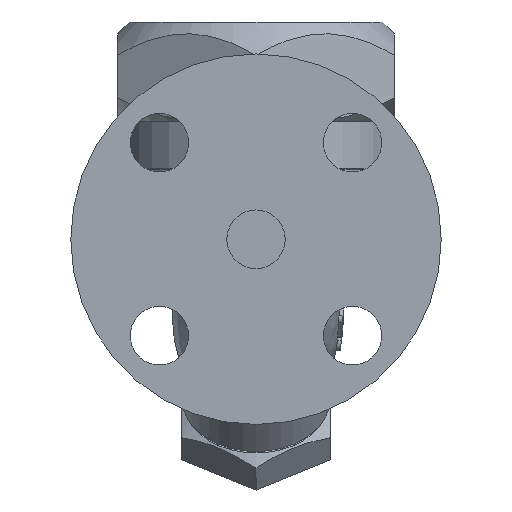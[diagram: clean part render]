
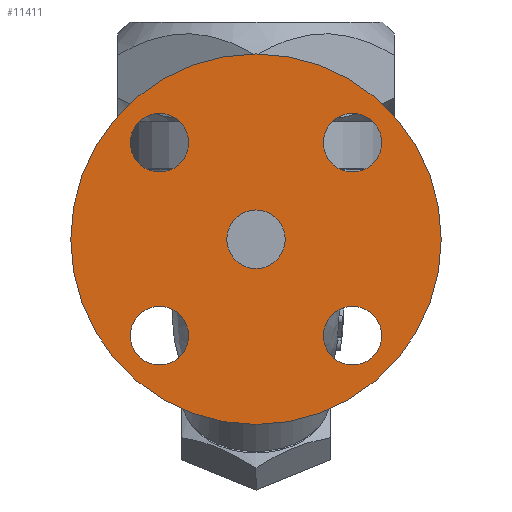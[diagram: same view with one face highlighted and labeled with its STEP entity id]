
A CAD part, left-side view. The second image highlights one B-rep face of the part: STEP entity #11411.
In plain terms, the highlighted planar face has unit normal (-1, 0, 0).
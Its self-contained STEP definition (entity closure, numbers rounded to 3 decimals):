
#105=CARTESIAN_POINT('',(-87.5,0.,-25.5));
#106=VERTEX_POINT('',#105);
#107=CARTESIAN_POINT('',(-87.5,0.0,-18.));
#108=DIRECTION('',(1.0,0.0,0.0));
#109=DIRECTION('',(0.0,0.0,1.0));
#110=AXIS2_PLACEMENT_3D('',#107,#108,#109);
#111=CIRCLE('',#110,7.5);
#112=EDGE_CURVE('',#106,#106,#111,.T.);
#244=CARTESIAN_POINT('',(-87.5,0.,-65.5));
#245=VERTEX_POINT('',#244);
#246=CARTESIAN_POINT('',(-87.5,0.0,-18.));
#247=DIRECTION('',(-1.0,0.0,0.0));
#248=DIRECTION('',(0.0,0.0,1.0));
#249=AXIS2_PLACEMENT_3D('',#246,#247,#248);
#250=CIRCLE('',#249,47.5);
#251=EDGE_CURVE('',#245,#245,#250,.T.);
#267=CARTESIAN_POINT('',(-87.5,-17.249,-42.749));
#268=VERTEX_POINT('',#267);
#269=CARTESIAN_POINT('',(-87.5,-24.749,-42.749));
#270=DIRECTION('',(1.0,0.0,0.0));
#271=DIRECTION('',(0.0,1.0,0.0));
#272=AXIS2_PLACEMENT_3D('',#269,#270,#271);
#273=CIRCLE('',#272,7.5);
#274=EDGE_CURVE('',#268,#268,#273,.T.);
#287=CARTESIAN_POINT('',(-87.5,24.749,-35.249));
#288=VERTEX_POINT('',#287);
#289=CARTESIAN_POINT('',(-87.5,24.749,-42.749));
#290=DIRECTION('',(1.0,0.0,0.0));
#291=DIRECTION('',(0.0,0.0,1.0));
#292=AXIS2_PLACEMENT_3D('',#289,#290,#291);
#293=CIRCLE('',#292,7.5);
#294=EDGE_CURVE('',#288,#288,#293,.T.);
#307=CARTESIAN_POINT('',(-87.5,17.249,6.749));
#308=VERTEX_POINT('',#307);
#309=CARTESIAN_POINT('',(-87.5,24.749,6.749));
#310=DIRECTION('',(1.0,0.0,0.0));
#311=DIRECTION('',(0.0,-1.0,0.0));
#312=AXIS2_PLACEMENT_3D('',#309,#310,#311);
#313=CIRCLE('',#312,7.5);
#314=EDGE_CURVE('',#308,#308,#313,.T.);
#327=CARTESIAN_POINT('',(-87.5,-24.749,-0.751));
#328=VERTEX_POINT('',#327);
#329=CARTESIAN_POINT('',(-87.5,-24.749,6.749));
#330=DIRECTION('',(1.0,0.0,0.0));
#331=DIRECTION('',(0.0,0.0,-1.0));
#332=AXIS2_PLACEMENT_3D('',#329,#330,#331);
#333=CIRCLE('',#332,7.5);
#334=EDGE_CURVE('',#328,#328,#333,.T.);
#11388=CARTESIAN_POINT('',(-87.5,0.0,-26.75));
#11389=DIRECTION('',(-1.0,0.0,0.0));
#11390=DIRECTION('',(0.0,0.0,1.0));
#11391=AXIS2_PLACEMENT_3D('',#11388,#11389,#11390);
#11392=PLANE('',#11391);
#11393=ORIENTED_EDGE('',*,*,#251,.T.);
#11394=EDGE_LOOP('',(#11393));
#11395=FACE_OUTER_BOUND('',#11394,.T.);
#11396=ORIENTED_EDGE('',*,*,#112,.T.);
#11397=EDGE_LOOP('',(#11396));
#11398=FACE_BOUND('',#11397,.T.);
#11399=ORIENTED_EDGE('',*,*,#274,.T.);
#11400=EDGE_LOOP('',(#11399));
#11401=FACE_BOUND('',#11400,.T.);
#11402=ORIENTED_EDGE('',*,*,#294,.T.);
#11403=EDGE_LOOP('',(#11402));
#11404=FACE_BOUND('',#11403,.T.);
#11405=ORIENTED_EDGE('',*,*,#314,.T.);
#11406=EDGE_LOOP('',(#11405));
#11407=FACE_BOUND('',#11406,.T.);
#11408=ORIENTED_EDGE('',*,*,#334,.T.);
#11409=EDGE_LOOP('',(#11408));
#11410=FACE_BOUND('',#11409,.T.);
#11411=ADVANCED_FACE('',(#11395,#11398,#11401,#11404,#11407,#11410),#11392,.T.);
